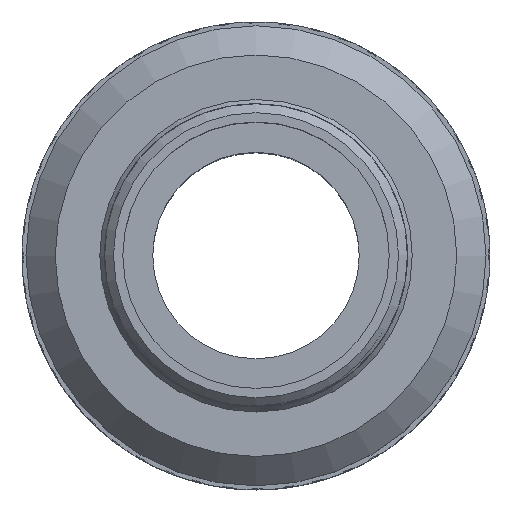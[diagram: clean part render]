
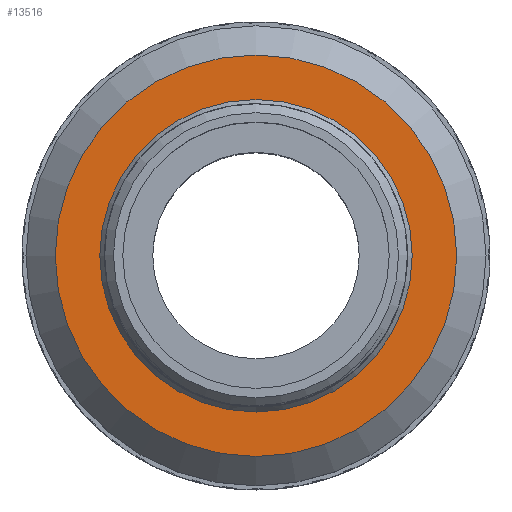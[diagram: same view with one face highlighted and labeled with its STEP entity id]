
A CAD part, top view. The second image highlights one B-rep face of the part: STEP entity #13516.
In plain terms, the highlighted planar face has unit normal (0, 0, 1).
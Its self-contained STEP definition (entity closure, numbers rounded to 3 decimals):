
#2788=FACE_BOUND('',#4343,.T.);
#3532=FACE_OUTER_BOUND('',#4342,.T.);
#4342=EDGE_LOOP('',(#11939));
#4343=EDGE_LOOP('',(#11940));
#4703=CIRCLE('',#15319,20.484);
#4704=CIRCLE('',#15321,15.94);
#6065=VERTEX_POINT('',#27403);
#6066=VERTEX_POINT('',#27406);
#8112=EDGE_CURVE('',#6065,#6065,#4703,.T.);
#8113=EDGE_CURVE('',#6066,#6066,#4704,.T.);
#11939=ORIENTED_EDGE('',*,*,#8112,.T.);
#11940=ORIENTED_EDGE('',*,*,#8113,.F.);
#12790=PLANE('',#15320);
#13516=ADVANCED_FACE('',(#3532,#2788),#12790,.T.);
#15319=AXIS2_PLACEMENT_3D('',#27404,#19605,#19606);
#15320=AXIS2_PLACEMENT_3D('',#27405,#19607,#19608);
#15321=AXIS2_PLACEMENT_3D('',#27407,#19609,#19610);
#19605=DIRECTION('center_axis',(0.,0.,1.));
#19606=DIRECTION('ref_axis',(1.,0.,0.));
#19607=DIRECTION('center_axis',(0.,0.,1.));
#19608=DIRECTION('ref_axis',(1.,0.,0.));
#19609=DIRECTION('center_axis',(0.,0.,1.));
#19610=DIRECTION('ref_axis',(1.,0.,0.));
#27403=CARTESIAN_POINT('',(0.,-20.484,-34.246));
#27404=CARTESIAN_POINT('Origin',(0.,0.,-34.246));
#27405=CARTESIAN_POINT('Origin',(0.,-15.94,-34.246));
#27406=CARTESIAN_POINT('',(0.,-15.94,-34.246));
#27407=CARTESIAN_POINT('Origin',(0.,0.,-34.246));
